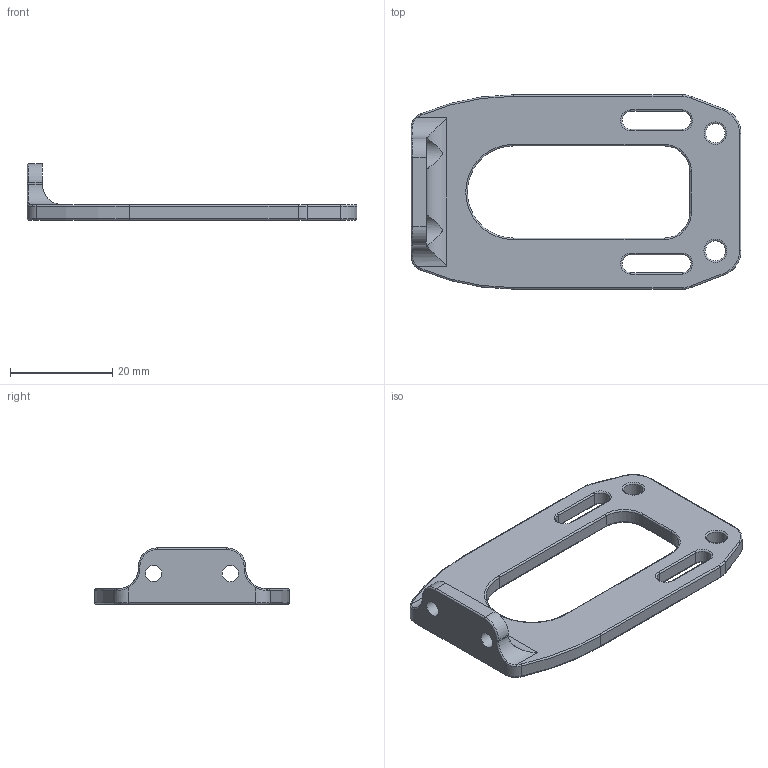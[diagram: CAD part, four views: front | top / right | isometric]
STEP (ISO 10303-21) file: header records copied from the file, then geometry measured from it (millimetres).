
FILE_DESCRIPTION(('FreeCAD Model'),'2;1');
FILE_NAME( 'siguelineasSoportev2.step', '2017-01-05T00:04:55',('Author'),(''), 'Open CASCADE STEP processor 6.8','FreeCAD','Unknown');
FILE_SCHEMA(('AUTOMOTIVE_DESIGN_CC2 { 1 2 10303 214 -1 1 5 4 }'));
Length unit declared in the file: millimetre
Products named in the file (2): ASSEMBLY; Fillet005
Assembly tree (1 placements, depth 2):
  ASSEMBLY
    Fillet005
Bounding box: 64.5 x 38 x 11 mm (x, y, z)
Volume: 4983.4 mm3; surface area: 4415.5 mm2
Topology: 1 solids, 1 shells, 113 faces, 275 edges, 164 vertices
Faces by surface type: cylinder 54, torus 38, plane 19, bspline 2
Full cylindrical faces by diameter (mm): 3.2 x2, 3.794 x1, 3.902 x1
Entity records: 8216 total; most frequent: CARTESIAN_POINT 2842, DIRECTION 992, ORIENTED_EDGE 550, PCURVE 550, DEFINITIONAL_REPRESENTATION 550, LINE 437, VECTOR 437, EDGE_CURVE 275
